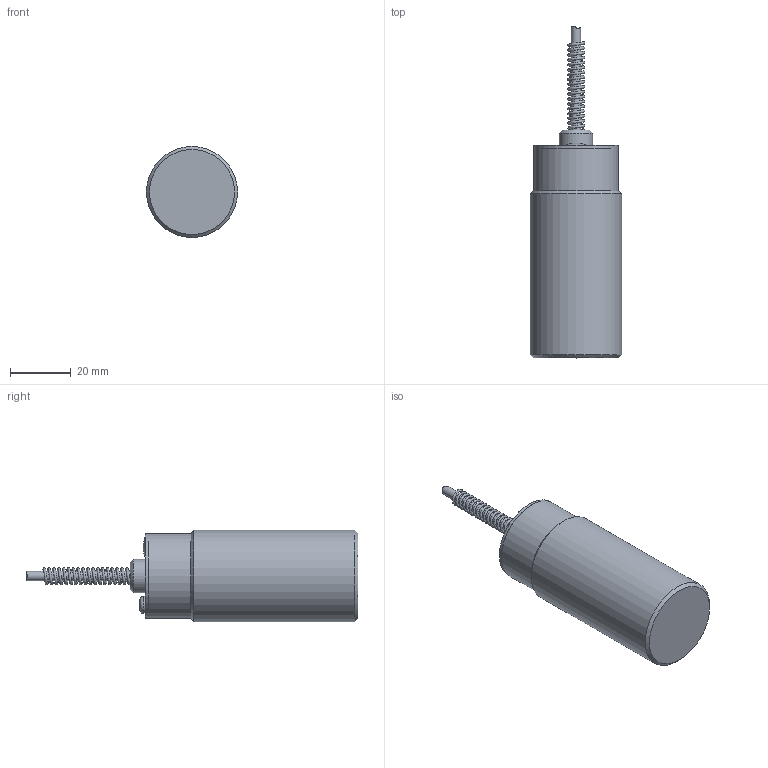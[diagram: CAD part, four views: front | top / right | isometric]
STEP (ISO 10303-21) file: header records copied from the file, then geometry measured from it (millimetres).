
FILE_DESCRIPTION(/* description */ (''),/* implementation_level */ '2;1');
FILE_NAME(/* name */ 'KX0069_Shrinkwrap_1.stp',/* time_stamp */ '2022-06-15T11:10:48+02:00',/* author */ ('Krieger Anja'),/* organization */ (''),/* preprocessor_version */ 'ST-DEVELOPER v18.1',/* originating_system */ 'Autodesk Inventor 2021',/* authorisation */ '');
FILE_SCHEMA (('AP203_CONFIGURATION_CONTROLLED_3D_DESIGN_OF_MECHANICAL_PARTS_AND_ASSEMBLIES_MIM_LF { 1 0 10303 203 3 1 4 }','AUTOMOTIVE_DESIGN { 1 0 10303 214 3 1 1 }'));
Length unit declared in the file: millimetre
Products named in the file (1): KX0069_Shrinkwrap_1
Bounding box: 30 x 109.26 x 30 mm (x, y, z)
Volume: 14234.1 mm3; surface area: 16262 mm2
Topology: 2 solids, 2 shells, 47 faces, 108 edges, 74 vertices
Faces by surface type: plane 17, cylinder 14, bspline 9, cone 5, torus 2
Full cylindrical faces by diameter (mm): 3 x2, 4.2 x1, 5 x1, 5.6 x1, 5.85 x1, 5.9 x1, 11 x1, 26.2 x1, 27.8 x1, 28 x1, 30 x1
Entity records: 7763 total; most frequent: CARTESIAN_POINT 6603, ORIENTED_EDGE 214, DIRECTION 198, EDGE_CURVE 107, AXIS2_PLACEMENT_3D 85, VERTEX_POINT 74, EDGE_LOOP 57, STYLED_ITEM 49
